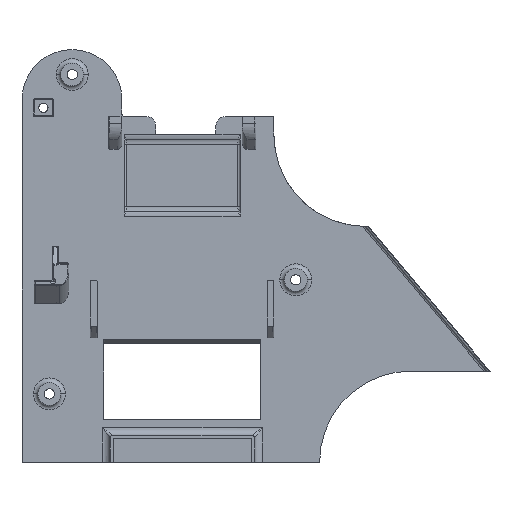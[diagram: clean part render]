
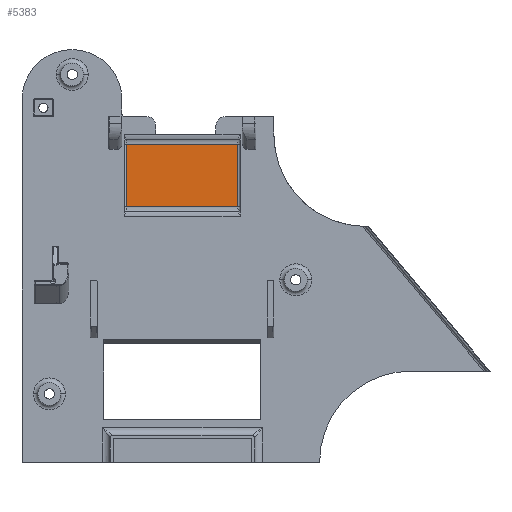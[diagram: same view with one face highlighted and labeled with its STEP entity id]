
A CAD part, top view. The second image highlights one B-rep face of the part: STEP entity #5383.
In plain terms, the highlighted planar face has unit normal (0, 0, 1).
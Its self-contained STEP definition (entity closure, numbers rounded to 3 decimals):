
#440 = DIRECTION ( 'NONE',  ( 0., 0., 1. ) ) ;
#508 = PLANE ( 'NONE',  #2467 ) ;
#840 = DIRECTION ( 'NONE',  ( 1., 0., 0. ) ) ;
#971 = DIRECTION ( 'NONE',  ( 0., 1., 0. ) ) ;
#1035 = VECTOR ( 'NONE', #840, 1000. ) ;
#1058 = ORIENTED_EDGE ( 'NONE', *, *, #3022, .T. ) ;
#1385 = DIRECTION ( 'NONE',  ( 0., -1., 0. ) ) ;
#1538 = CARTESIAN_POINT ( 'NONE',  ( 64.62, 100.515, 1.2 ) ) ;
#1693 = CARTESIAN_POINT ( 'NONE',  ( 14.8, 127.885, 1.2 ) ) ;
#1907 = FACE_OUTER_BOUND ( 'NONE', #3618, .T. ) ;
#1942 = CARTESIAN_POINT ( 'NONE',  ( 0., 0., 1.2 ) ) ;
#1968 = VECTOR ( 'NONE', #971, 1000. ) ;
#2367 = CARTESIAN_POINT ( 'NONE',  ( 64.62, 127.885, 1.2 ) ) ;
#2467 = AXIS2_PLACEMENT_3D ( 'NONE', #1942, #440, #4448 ) ;
#2802 = CARTESIAN_POINT ( 'NONE',  ( 15.78, 100.515, 1.2 ) ) ;
#2881 = EDGE_CURVE ( 'NONE', #3923, #4614, #3704, .T. ) ;
#2916 = CARTESIAN_POINT ( 'NONE',  ( 64.62, 129.2, 1.2 ) ) ;
#3022 = EDGE_CURVE ( 'NONE', #4614, #4606, #3762, .T. ) ;
#3213 = DIRECTION ( 'NONE',  ( -1., 0., 0. ) ) ;
#3240 = CARTESIAN_POINT ( 'NONE',  ( 15.78, 129.2, 1.2 ) ) ;
#3618 = EDGE_LOOP ( 'NONE', ( #3846, #5635, #4233, #1058 ) ) ;
#3704 = LINE ( 'NONE', #1693, #3794 ) ;
#3762 = LINE ( 'NONE', #3240, #3900 ) ;
#3794 = VECTOR ( 'NONE', #3213, 1000. ) ;
#3846 = ORIENTED_EDGE ( 'NONE', *, *, #6010, .T. ) ;
#3900 = VECTOR ( 'NONE', #1385, 1000. ) ;
#3923 = VERTEX_POINT ( 'NONE', #2367 ) ;
#4233 = ORIENTED_EDGE ( 'NONE', *, *, #2881, .T. ) ;
#4320 = VERTEX_POINT ( 'NONE', #1538 ) ;
#4329 = LINE ( 'NONE', #5338, #1035 ) ;
#4369 = LINE ( 'NONE', #2916, #1968 ) ;
#4448 = DIRECTION ( 'NONE',  ( 1., 0., 0. ) ) ;
#4606 = VERTEX_POINT ( 'NONE', #2802 ) ;
#4614 = VERTEX_POINT ( 'NONE', #4807 ) ;
#4807 = CARTESIAN_POINT ( 'NONE',  ( 15.78, 127.885, 1.2 ) ) ;
#5338 = CARTESIAN_POINT ( 'NONE',  ( 65.6, 100.515, 1.2 ) ) ;
#5383 = ADVANCED_FACE ( 'NONE', ( #1907 ), #508, .T. ) ;
#5635 = ORIENTED_EDGE ( 'NONE', *, *, #6290, .T. ) ;
#6010 = EDGE_CURVE ( 'NONE', #4606, #4320, #4329, .T. ) ;
#6290 = EDGE_CURVE ( 'NONE', #4320, #3923, #4369, .T. ) ;
